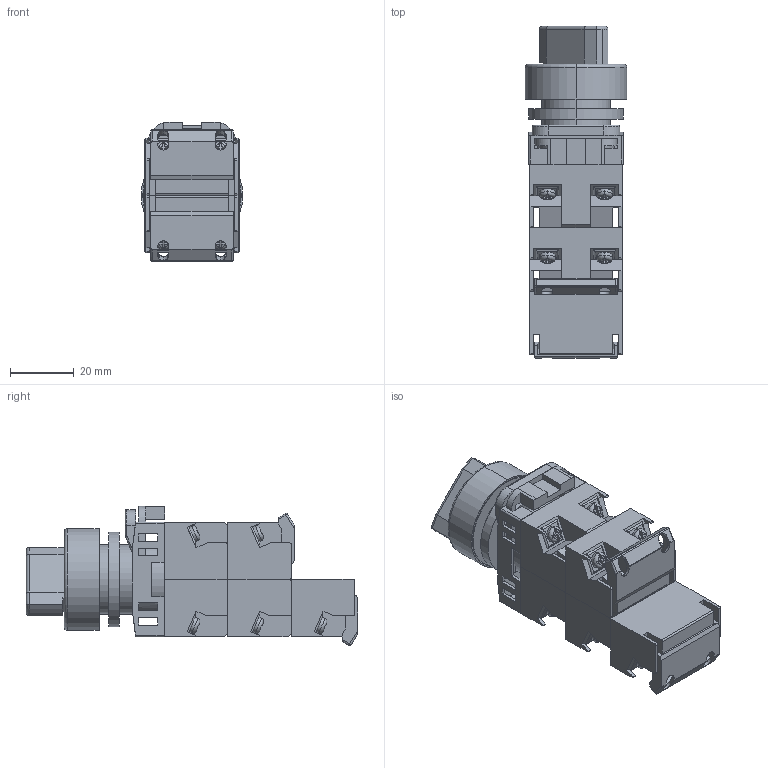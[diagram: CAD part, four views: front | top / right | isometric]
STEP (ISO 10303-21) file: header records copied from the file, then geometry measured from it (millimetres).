
FILE_DESCRIPTION (( 'STEP AP214' ), '1' );
FILE_NAME ('AR22PL-322E3GZA.step', '2017-08-28T20:58:44', ( '' ), ( '' ), 'SwSTEP 2.0', 'SolidWorks 2017', '' );
FILE_SCHEMA (( 'AUTOMOTIVE_DESIGN' ));
Length unit declared in the file: millimetre
Products named in the file (1): AR22PL-322E3GZA
Bounding box: 32 x 104.5 x 43.81 mm (x, y, z)
Volume: 64125.4 mm3; surface area: 35354.8 mm2
Topology: 33 solids, 33 shells, 744 faces, 1968 edges, 1284 vertices
Faces by surface type: plane 524, cylinder 181, torus 26, sphere 8, bspline 5
Entity records: 24356 total; most frequent: CARTESIAN_POINT 5520, ORIENTED_EDGE 3932, DIRECTION 3425, EDGE_CURVE 1966, VECTOR 1381, LINE 1381, VERTEX_POINT 1284, AXIS2_PLACEMENT_3D 1022
